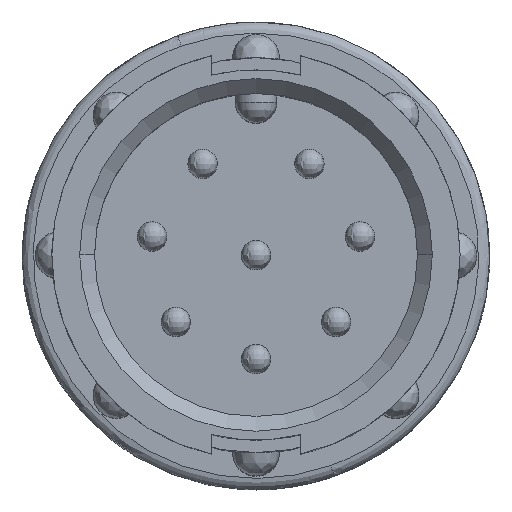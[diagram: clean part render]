
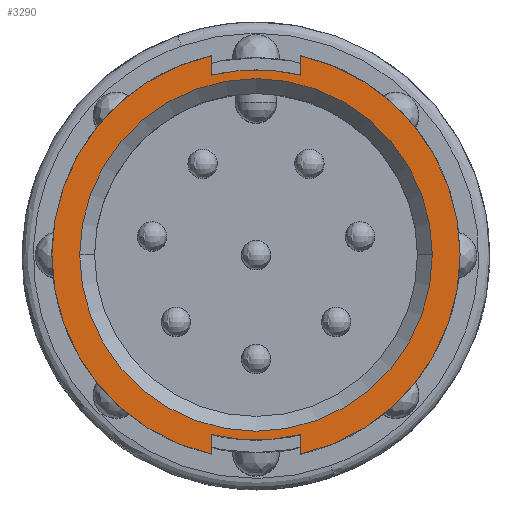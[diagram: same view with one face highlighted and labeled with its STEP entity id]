
A CAD part, top view. The second image highlights one B-rep face of the part: STEP entity #3290.
In plain terms, the highlighted planar face has unit normal (0, 0, 1).
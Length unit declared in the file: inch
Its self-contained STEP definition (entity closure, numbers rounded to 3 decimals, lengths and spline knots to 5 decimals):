
#352 = CARTESIAN_POINT ( 'NONE',  ( 0.06, 0.26837, 0. ) ) ;
#401 = EDGE_CURVE ( 'NONE', #1237, #2164, #7870, .T. ) ;
#684 = FACE_OUTER_BOUND ( 'NONE', #16150, .T. ) ;
#711 = VECTOR ( 'NONE', #5248, 39.37008 ) ;
#763 = EDGE_LOOP ( 'NONE', ( #2944, #11079 ) ) ;
#976 = AXIS2_PLACEMENT_3D ( 'NONE', #2264, #2104, #9750 ) ;
#1111 = CARTESIAN_POINT ( 'NONE',  ( -0.06, -0.24218, 0. ) ) ;
#1113 = DIRECTION ( 'NONE',  ( 0., 0., 1. ) ) ;
#1134 = EDGE_CURVE ( 'NONE', #8922, #14933, #2705, .T. ) ;
#1154 = CARTESIAN_POINT ( 'NONE',  ( 0., 0.2375, 0. ) ) ;
#1237 = VERTEX_POINT ( 'NONE', #13761 ) ;
#1344 = CARTESIAN_POINT ( 'NONE',  ( 0.06, -0.26837, 0. ) ) ;
#1392 = DIRECTION ( 'NONE',  ( 1., 0., 0. ) ) ;
#1783 = CARTESIAN_POINT ( 'NONE',  ( 0.06, -0.24218, 0. ) ) ;
#1971 = DIRECTION ( 'NONE',  ( 0., 0., -1. ) ) ;
#2104 = DIRECTION ( 'NONE',  ( 0., 0., -1. ) ) ;
#2141 = DIRECTION ( 'NONE',  ( 0., -1., 0. ) ) ;
#2164 = VERTEX_POINT ( 'NONE', #2393 ) ;
#2264 = CARTESIAN_POINT ( 'NONE',  ( 0., 0., 0. ) ) ;
#2393 = CARTESIAN_POINT ( 'NONE',  ( -0.06, 0.26837, 0. ) ) ;
#2572 = AXIS2_PLACEMENT_3D ( 'NONE', #8980, #3957, #1392 ) ;
#2588 = VERTEX_POINT ( 'NONE', #1783 ) ;
#2705 = CIRCLE ( 'NONE', #8179, 0.275 ) ;
#2944 = ORIENTED_EDGE ( 'NONE', *, *, #12838, .F. ) ;
#2987 = DIRECTION ( 'NONE',  ( 0., -1., 0. ) ) ;
#3236 = DIRECTION ( 'NONE',  ( 1., 0., 0. ) ) ;
#3290 = ADVANCED_FACE ( 'NONE', ( #684, #11244 ), #7359, .F. ) ;
#3416 = ORIENTED_EDGE ( 'NONE', *, *, #7061, .F. ) ;
#3488 = DIRECTION ( 'NONE',  ( 0., 0., 1. ) ) ;
#3784 = DIRECTION ( 'NONE',  ( 0., 0., -1. ) ) ;
#3957 = DIRECTION ( 'NONE',  ( 0., 0., -1. ) ) ;
#4204 = AXIS2_PLACEMENT_3D ( 'NONE', #11210, #3784, #15228 ) ;
#4515 = AXIS2_PLACEMENT_3D ( 'NONE', #7143, #3488, #11101 ) ;
#4590 = ORIENTED_EDGE ( 'NONE', *, *, #1134, .F. ) ;
#5070 = DIRECTION ( 'NONE',  ( 1., 0., 0. ) ) ;
#5204 = CARTESIAN_POINT ( 'NONE',  ( -0.06, 0.2375, 0. ) ) ;
#5248 = DIRECTION ( 'NONE',  ( 0., -1., 0. ) ) ;
#5700 = CARTESIAN_POINT ( 'NONE',  ( 0., 0., 0. ) ) ;
#5893 = VECTOR ( 'NONE', #2987, 39.37008 ) ;
#6000 = AXIS2_PLACEMENT_3D ( 'NONE', #12914, #13018, #14100 ) ;
#6002 = AXIS2_PLACEMENT_3D ( 'NONE', #7438, #1113, #5070 ) ;
#6048 = CARTESIAN_POINT ( 'NONE',  ( -0.2375, 0., 0. ) ) ;
#6263 = DIRECTION ( 'NONE',  ( -1., 0., 0. ) ) ;
#6432 = CARTESIAN_POINT ( 'NONE',  ( -0.06, 0.24218, 0. ) ) ;
#6724 = LINE ( 'NONE', #9063, #12699 ) ;
#6753 = ORIENTED_EDGE ( 'NONE', *, *, #10310, .F. ) ;
#7061 = EDGE_CURVE ( 'NONE', #14933, #12912, #14629, .T. ) ;
#7143 = CARTESIAN_POINT ( 'NONE',  ( 0., 0., 0. ) ) ;
#7359 = PLANE ( 'NONE',  #8935 ) ;
#7438 = CARTESIAN_POINT ( 'NONE',  ( 0., 0., 0. ) ) ;
#7456 = CIRCLE ( 'NONE', #4515, 0.2375 ) ;
#7844 = EDGE_CURVE ( 'NONE', #13228, #16073, #7456, .T. ) ;
#7870 = CIRCLE ( 'NONE', #2572, 0.275 ) ;
#7961 = ORIENTED_EDGE ( 'NONE', *, *, #13578, .F. ) ;
#7965 = EDGE_CURVE ( 'NONE', #8074, #9067, #14404, .T. ) ;
#8074 = VERTEX_POINT ( 'NONE', #6432 ) ;
#8179 = AXIS2_PLACEMENT_3D ( 'NONE', #5700, #1971, #3236 ) ;
#8723 = CARTESIAN_POINT ( 'NONE',  ( 0.2375, 0., 0. ) ) ;
#8800 = EDGE_CURVE ( 'NONE', #12912, #2588, #6724, .T. ) ;
#8922 = VERTEX_POINT ( 'NONE', #352 ) ;
#8935 = AXIS2_PLACEMENT_3D ( 'NONE', #1154, #13957, #6263 ) ;
#8980 = CARTESIAN_POINT ( 'NONE',  ( 0., 0., 0. ) ) ;
#9063 = CARTESIAN_POINT ( 'NONE',  ( 0.06, 0.2375, 0. ) ) ;
#9066 = VECTOR ( 'NONE', #2141, 39.37008 ) ;
#9067 = VERTEX_POINT ( 'NONE', #15996 ) ;
#9542 = ORIENTED_EDGE ( 'NONE', *, *, #401, .F. ) ;
#9750 = DIRECTION ( 'NONE',  ( 1., 0., 0. ) ) ;
#10310 = EDGE_CURVE ( 'NONE', #11941, #1237, #15823, .T. ) ;
#10616 = EDGE_CURVE ( 'NONE', #2164, #8074, #13072, .T. ) ;
#10741 = EDGE_CURVE ( 'NONE', #8922, #9067, #13449, .T. ) ;
#11079 = ORIENTED_EDGE ( 'NONE', *, *, #7844, .F. ) ;
#11101 = DIRECTION ( 'NONE',  ( 1., 0., 0. ) ) ;
#11210 = CARTESIAN_POINT ( 'NONE',  ( 0., 0., 0. ) ) ;
#11244 = FACE_BOUND ( 'NONE', #763, .T. ) ;
#11459 = CIRCLE ( 'NONE', #976, 0.2495 ) ;
#11941 = VERTEX_POINT ( 'NONE', #1111 ) ;
#12072 = ORIENTED_EDGE ( 'NONE', *, *, #10741, .T. ) ;
#12195 = ORIENTED_EDGE ( 'NONE', *, *, #7965, .F. ) ;
#12699 = VECTOR ( 'NONE', #12767, 39.37008 ) ;
#12767 = DIRECTION ( 'NONE',  ( 0., 1., 0. ) ) ;
#12838 = EDGE_CURVE ( 'NONE', #16073, #13228, #14256, .T. ) ;
#12912 = VERTEX_POINT ( 'NONE', #1344 ) ;
#12914 = CARTESIAN_POINT ( 'NONE',  ( 0., 0., 0. ) ) ;
#13018 = DIRECTION ( 'NONE',  ( 0., 0., -1. ) ) ;
#13072 = LINE ( 'NONE', #5204, #711 ) ;
#13228 = VERTEX_POINT ( 'NONE', #6048 ) ;
#13449 = LINE ( 'NONE', #14765, #9066 ) ;
#13578 = EDGE_CURVE ( 'NONE', #2588, #11941, #11459, .T. ) ;
#13761 = CARTESIAN_POINT ( 'NONE',  ( -0.06, -0.26837, 0. ) ) ;
#13957 = DIRECTION ( 'NONE',  ( 0., 0., -1. ) ) ;
#14100 = DIRECTION ( 'NONE',  ( 1., 0., 0. ) ) ;
#14256 = CIRCLE ( 'NONE', #6002, 0.2375 ) ;
#14404 = CIRCLE ( 'NONE', #4204, 0.2495 ) ;
#14607 = CARTESIAN_POINT ( 'NONE',  ( -0.06, 0.2375, 0. ) ) ;
#14629 = CIRCLE ( 'NONE', #6000, 0.275 ) ;
#14765 = CARTESIAN_POINT ( 'NONE',  ( 0.06, 0.26837, 0. ) ) ;
#14933 = VERTEX_POINT ( 'NONE', #15127 ) ;
#15062 = ORIENTED_EDGE ( 'NONE', *, *, #10616, .F. ) ;
#15127 = CARTESIAN_POINT ( 'NONE',  ( 0.275, 0., 0. ) ) ;
#15228 = DIRECTION ( 'NONE',  ( 1., 0., 0. ) ) ;
#15823 = LINE ( 'NONE', #14607, #5893 ) ;
#15996 = CARTESIAN_POINT ( 'NONE',  ( 0.06, 0.24218, 0. ) ) ;
#16073 = VERTEX_POINT ( 'NONE', #8723 ) ;
#16150 = EDGE_LOOP ( 'NONE', ( #15062, #9542, #6753, #7961, #16409, #3416, #4590, #12072, #12195 ) ) ;
#16409 = ORIENTED_EDGE ( 'NONE', *, *, #8800, .F. ) ;
